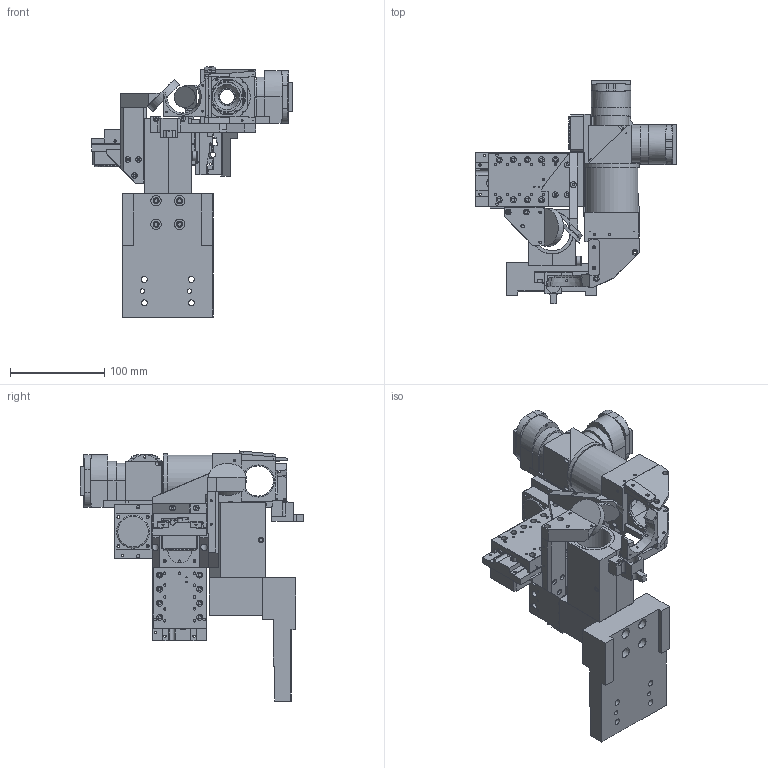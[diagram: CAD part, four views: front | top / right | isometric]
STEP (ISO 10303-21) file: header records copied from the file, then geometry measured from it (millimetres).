
FILE_DESCRIPTION(/* description */ (''),/* implementation_level */ '2;1');
FILE_NAME(/* name */ 'Denk 2P Current For Janelia Path v3.step',/* time_stamp */ '2017-02-15T17:21:17-05:00',/* author */ (''),/* organization */ (''),/* preprocessor_version */ 'ST-DEVELOPER v16.5',/* originating_system */ 'Autodesk Translation Framework v5.2.0.2920',/* authorisation */ '');
FILE_SCHEMA (('AUTOMOTIVE_DESIGN { 1 0 10303 214 3 1 1 }'));
Length unit declared in the file: millimetre
Products named in the file (6): Denk 2P Current For Janelia Path v3; Assembly v19; element01 v5; element02 v7; 91292A144; Mounting bracket v1
Assembly tree (5 placements, depth 3):
  Denk 2P Current For Janelia Path v3
    Assembly v19
      element01 v5
      element02 v7
      91292A144
    Mounting bracket v1
Bounding box: 212.84 x 237.32 x 265.87 mm (x, y, z)
Volume: 493018.9 mm3; surface area: 383188.4 mm2
Topology: 6 solids, 69 shells, 1018 faces, 3690 edges, 2751 vertices
Faces by surface type: plane 593, cylinder 398, cone 19, bspline 5, torus 3
Full cylindrical faces by diameter (mm): 1.321 x3, 1.6 x3, 1.7 x3, 1.994 x1, 2 x1, 2.005 x2, 2.05 x11, 2.311 x1, 2.381 x8, 2.383 x3, 2.388 x2, 2.413 x4, 2.489 x29, 2.5 x17, 2.54 x21, 2.692 x2, 3 x7, 3.1 x1, 3.175 x12, 3.332 x2, 3.4 x1, 3.404 x13, 3.454 x8, 3.5 x2, 4 x1, 4.234 x4, 4.394 x2, 4.917 x2, 4.991 x2, 5 x1
Entity records: 45217 total; most frequent: CARTESIAN_POINT 13829, DIRECTION 6455, ORIENTED_EDGE 5077, EDGE_CURVE 3290, VERTEX_POINT 2668, AXIS2_PLACEMENT_3D 2238, LINE 1979, VECTOR 1979
